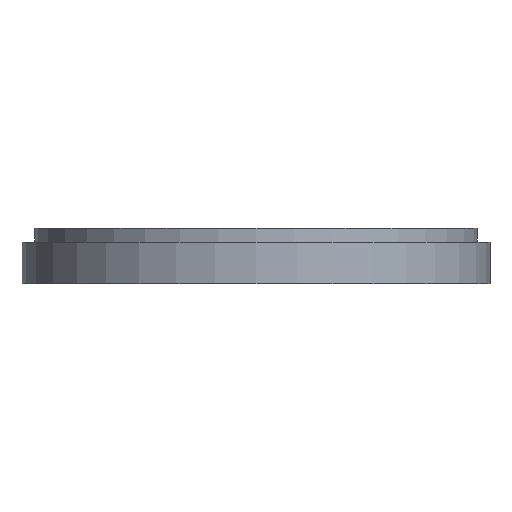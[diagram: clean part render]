
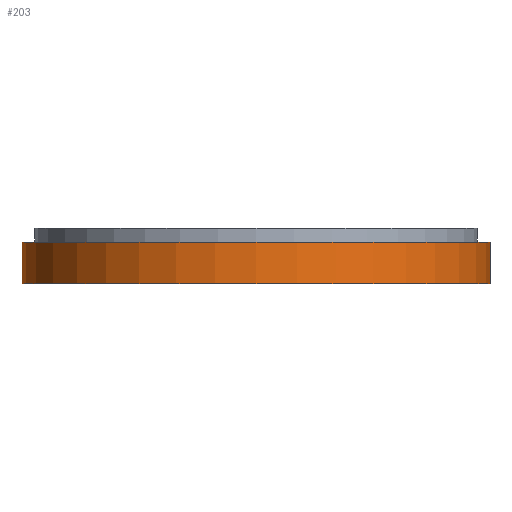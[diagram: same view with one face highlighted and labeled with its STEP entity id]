
A CAD part, front view. The second image highlights one B-rep face of the part: STEP entity #203.
In plain terms, the highlighted cylindrical face has radius 50.8 mm (diameter 101.6 mm), a full revolution.
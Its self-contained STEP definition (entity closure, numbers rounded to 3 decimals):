
#19=CYLINDRICAL_SURFACE('',#239,50.8);
#27=CIRCLE('',#240,50.8);
#28=CIRCLE('',#241,50.8);
#38=FACE_OUTER_BOUND('',#50,.T.);
#50=EDGE_LOOP('',(#169,#170,#171,#172));
#69=LINE('',#362,#82);
#82=VECTOR('',#299,50.8);
#102=VERTEX_POINT('',#359);
#103=VERTEX_POINT('',#361);
#127=EDGE_CURVE('',#102,#102,#27,.T.);
#128=EDGE_CURVE('',#102,#103,#69,.T.);
#129=EDGE_CURVE('',#103,#103,#28,.T.);
#169=ORIENTED_EDGE('',*,*,#127,.T.);
#170=ORIENTED_EDGE('',*,*,#128,.T.);
#171=ORIENTED_EDGE('',*,*,#129,.F.);
#172=ORIENTED_EDGE('',*,*,#128,.F.);
#203=ADVANCED_FACE('',(#38),#19,.T.);
#239=AXIS2_PLACEMENT_3D('',#358,#295,#296);
#240=AXIS2_PLACEMENT_3D('',#360,#297,#298);
#241=AXIS2_PLACEMENT_3D('',#363,#300,#301);
#295=DIRECTION('center_axis',(0.,0.,-1.));
#296=DIRECTION('ref_axis',(1.,0.,0.));
#297=DIRECTION('center_axis',(0.,0.,1.));
#298=DIRECTION('ref_axis',(1.,0.,0.));
#299=DIRECTION('',(0.,0.,1.));
#300=DIRECTION('center_axis',(0.,0.,1.));
#301=DIRECTION('ref_axis',(1.,0.,0.));
#358=CARTESIAN_POINT('Origin',(0.,0.,22.));
#359=CARTESIAN_POINT('',(-50.8,0.,13.));
#360=CARTESIAN_POINT('Origin',(0.,0.,13.));
#361=CARTESIAN_POINT('',(-50.8,0.,22.));
#362=CARTESIAN_POINT('',(-50.8,0.,22.));
#363=CARTESIAN_POINT('Origin',(0.,0.,22.));
